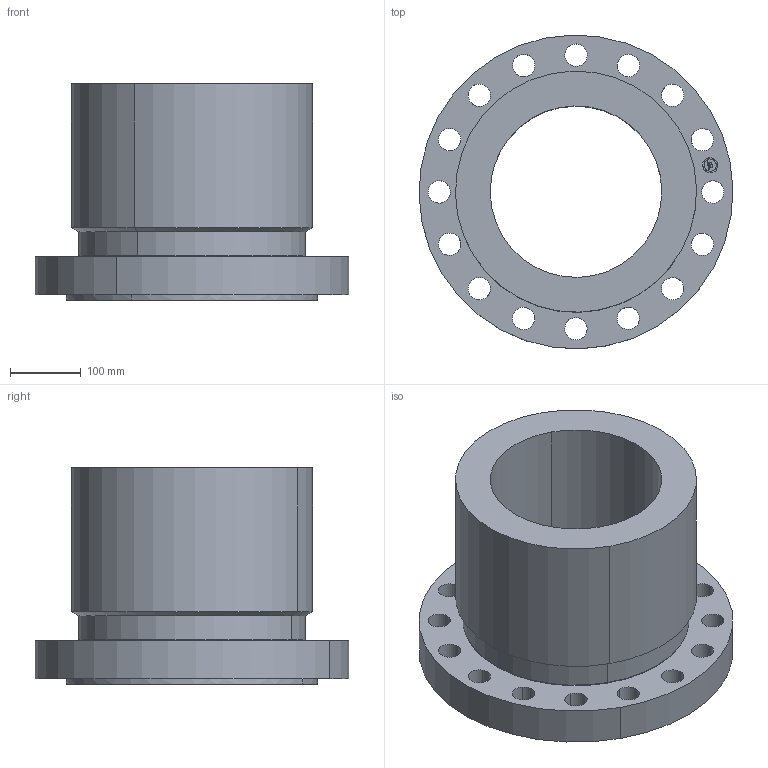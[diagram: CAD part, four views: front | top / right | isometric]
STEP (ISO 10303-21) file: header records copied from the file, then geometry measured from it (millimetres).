
FILE_DESCRIPTION(('3D STEP'),'2;1');
FILE_NAME('10-400-HB-RTJ-STD-CONN-FLANGE.stp','2013-11-29T06:57:24+00:00',('Texas Flange'),(''),'CATIA Version 5 Release 20 SP 6 (IN-10)','CATIA V5 STEP AP214','800-826-3801');
FILE_SCHEMA(('AUTOMOTIVE_DESIGN { 1 0 10303 214 1 1 1 1 }'));
Length unit declared in the file: inch
Products named in the file (1): 10-400-HB-RTJ-STD-CONN-FLANGE
Bounding box: 444.38 x 444.38 x 306.4 mm (x, y, z)
Volume: 16180215.3 mm3; surface area: 884565.8 mm2
Topology: 1 solids, 1 shells, 447 faces, 1292 edges, 852 vertices
Faces by surface type: plane 371, cylinder 62, cone 8, torus 6
Entity records: 16779 total; most frequent: ORIENTED_EDGE 2584, CARTESIAN_POINT 2528, DIRECTION 2058, EDGE_CURVE 1292, VECTOR 1114, LINE 1114, VERTEX_POINT 852, AXIS2_PLACEMENT_3D 562
